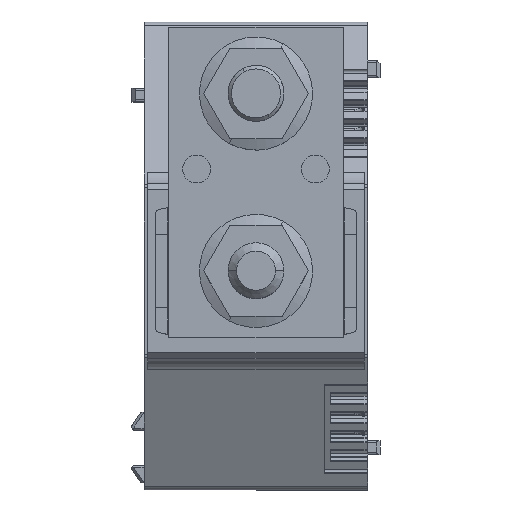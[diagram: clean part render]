
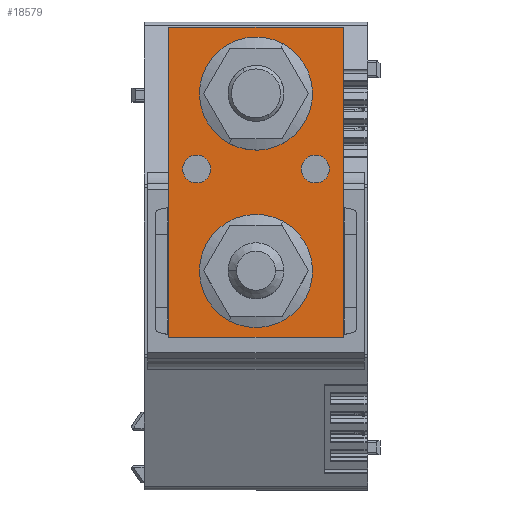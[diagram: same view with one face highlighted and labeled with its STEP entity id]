
A CAD part, top view. The second image highlights one B-rep face of the part: STEP entity #18579.
In plain terms, the highlighted planar face has unit normal (0, 0, 1).
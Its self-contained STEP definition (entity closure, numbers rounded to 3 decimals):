
#18487=AXIS2_PLACEMENT_3D('Plane Axis2P3D',#18484,#18485,#18486) ;
#18509=AXIS2_PLACEMENT_3D('Circle Axis2P3D',#18507,#18508,$) ;
#18518=AXIS2_PLACEMENT_3D('Circle Axis2P3D',#18516,#18517,$) ;
#18527=AXIS2_PLACEMENT_3D('Circle Axis2P3D',#18525,#18526,$) ;
#18536=AXIS2_PLACEMENT_3D('Circle Axis2P3D',#18534,#18535,$) ;
#18545=AXIS2_PLACEMENT_3D('Circle Axis2P3D',#18543,#18544,$) ;
#18554=AXIS2_PLACEMENT_3D('Circle Axis2P3D',#18552,#18553,$) ;
#18563=AXIS2_PLACEMENT_3D('Circle Axis2P3D',#18561,#18562,$) ;
#18572=AXIS2_PLACEMENT_3D('Circle Axis2P3D',#18570,#18571,$) ;
#18422=CARTESIAN_POINT('Vertex',(30.3,21.8,36.55)) ;
#18427=CARTESIAN_POINT('Line Origine',(17.8,21.8,36.55)) ;
#18431=CARTESIAN_POINT('Vertex',(5.3,21.8,36.55)) ;
#18462=CARTESIAN_POINT('Vertex',(30.3,66.2,36.55)) ;
#18467=CARTESIAN_POINT('Line Origine',(30.3,44.,36.55)) ;
#18484=CARTESIAN_POINT('Axis2P3D Location',(17.8,31.3,36.55)) ;
#18489=CARTESIAN_POINT('Line Origine',(17.8,66.2,36.55)) ;
#18493=CARTESIAN_POINT('Vertex',(5.3,66.2,36.55)) ;
#18496=CARTESIAN_POINT('Line Origine',(5.3,44.,36.55)) ;
#18507=CARTESIAN_POINT('Axis2P3D Location',(17.8,56.7,36.55)) ;
#18511=CARTESIAN_POINT('Vertex',(17.8,52.4,36.55)) ;
#18513=CARTESIAN_POINT('Vertex',(17.8,61.,36.55)) ;
#18516=CARTESIAN_POINT('Axis2P3D Location',(17.8,56.7,36.55)) ;
#18525=CARTESIAN_POINT('Axis2P3D Location',(9.3,45.9,36.55)) ;
#18529=CARTESIAN_POINT('Vertex',(9.3,47.9,36.55)) ;
#18531=CARTESIAN_POINT('Vertex',(9.3,43.9,36.55)) ;
#18534=CARTESIAN_POINT('Axis2P3D Location',(9.3,45.9,36.55)) ;
#18543=CARTESIAN_POINT('Axis2P3D Location',(17.8,31.3,36.55)) ;
#18547=CARTESIAN_POINT('Vertex',(17.8,27.2,36.55)) ;
#18549=CARTESIAN_POINT('Vertex',(17.8,35.4,36.55)) ;
#18552=CARTESIAN_POINT('Axis2P3D Location',(17.8,31.3,36.55)) ;
#18561=CARTESIAN_POINT('Axis2P3D Location',(26.3,45.9,36.55)) ;
#18565=CARTESIAN_POINT('Vertex',(26.3,47.9,36.55)) ;
#18567=CARTESIAN_POINT('Vertex',(26.3,43.9,36.55)) ;
#18570=CARTESIAN_POINT('Axis2P3D Location',(26.3,45.9,36.55)) ;
#18428=DIRECTION('Vector Direction',(-1.,0.,0.)) ;
#18468=DIRECTION('Vector Direction',(0.,1.,0.)) ;
#18485=DIRECTION('Axis2P3D Direction',(0.,0.,-1.)) ;
#18486=DIRECTION('Axis2P3D XDirection',(0.,1.,0.)) ;
#18490=DIRECTION('Vector Direction',(1.,0.,0.)) ;
#18497=DIRECTION('Vector Direction',(0.,-1.,0.)) ;
#18508=DIRECTION('Axis2P3D Direction',(0.,0.,-1.)) ;
#18517=DIRECTION('Axis2P3D Direction',(0.,0.,-1.)) ;
#18526=DIRECTION('Axis2P3D Direction',(0.,0.,-1.)) ;
#18535=DIRECTION('Axis2P3D Direction',(0.,0.,-1.)) ;
#18544=DIRECTION('Axis2P3D Direction',(0.,0.,-1.)) ;
#18553=DIRECTION('Axis2P3D Direction',(0.,0.,-1.)) ;
#18562=DIRECTION('Axis2P3D Direction',(0.,0.,-1.)) ;
#18571=DIRECTION('Axis2P3D Direction',(0.,0.,-1.)) ;
#18429=VECTOR('Line Direction',#18428,1.) ;
#18469=VECTOR('Line Direction',#18468,1.) ;
#18491=VECTOR('Line Direction',#18490,1.) ;
#18498=VECTOR('Line Direction',#18497,1.) ;
#18502=ORIENTED_EDGE('',*,*,#18471,.F.) ;
#18503=ORIENTED_EDGE('',*,*,#18495,.F.) ;
#18504=ORIENTED_EDGE('',*,*,#18500,.F.) ;
#18505=ORIENTED_EDGE('',*,*,#18433,.F.) ;
#18522=ORIENTED_EDGE('',*,*,#18515,.T.) ;
#18523=ORIENTED_EDGE('',*,*,#18520,.T.) ;
#18540=ORIENTED_EDGE('',*,*,#18533,.T.) ;
#18541=ORIENTED_EDGE('',*,*,#18538,.T.) ;
#18558=ORIENTED_EDGE('',*,*,#18551,.T.) ;
#18559=ORIENTED_EDGE('',*,*,#18556,.T.) ;
#18576=ORIENTED_EDGE('',*,*,#18569,.T.) ;
#18577=ORIENTED_EDGE('',*,*,#18574,.T.) ;
#18524=FACE_BOUND('',#18521,.T.) ;
#18542=FACE_BOUND('',#18539,.T.) ;
#18560=FACE_BOUND('',#18557,.T.) ;
#18578=FACE_BOUND('',#18575,.T.) ;
#18579=ADVANCED_FACE('V4',(#18506,#18524,#18542,#18560,#18578),#18488,.F.) ;
#18510=CIRCLE('generated circle',#18509,4.3) ;
#18519=CIRCLE('generated circle',#18518,4.3) ;
#18528=CIRCLE('generated circle',#18527,2.) ;
#18537=CIRCLE('generated circle',#18536,2.) ;
#18546=CIRCLE('generated circle',#18545,4.1) ;
#18555=CIRCLE('generated circle',#18554,4.1) ;
#18564=CIRCLE('generated circle',#18563,2.) ;
#18573=CIRCLE('generated circle',#18572,2.) ;
#18433=EDGE_CURVE('',#18423,#18432,#18430,.T.) ;
#18471=EDGE_CURVE('',#18463,#18423,#18470,.F.) ;
#18495=EDGE_CURVE('',#18494,#18463,#18492,.T.) ;
#18500=EDGE_CURVE('',#18432,#18494,#18499,.F.) ;
#18515=EDGE_CURVE('',#18512,#18514,#18510,.T.) ;
#18520=EDGE_CURVE('',#18514,#18512,#18519,.T.) ;
#18533=EDGE_CURVE('',#18530,#18532,#18528,.T.) ;
#18538=EDGE_CURVE('',#18532,#18530,#18537,.T.) ;
#18551=EDGE_CURVE('',#18548,#18550,#18546,.T.) ;
#18556=EDGE_CURVE('',#18550,#18548,#18555,.T.) ;
#18569=EDGE_CURVE('',#18566,#18568,#18564,.T.) ;
#18574=EDGE_CURVE('',#18568,#18566,#18573,.T.) ;
#18501=EDGE_LOOP('',(#18502,#18503,#18504,#18505)) ;
#18521=EDGE_LOOP('',(#18522,#18523)) ;
#18539=EDGE_LOOP('',(#18540,#18541)) ;
#18557=EDGE_LOOP('',(#18558,#18559)) ;
#18575=EDGE_LOOP('',(#18576,#18577)) ;
#18506=FACE_OUTER_BOUND('',#18501,.T.) ;
#18430=LINE('Line',#18427,#18429) ;
#18470=LINE('Line',#18467,#18469) ;
#18492=LINE('Line',#18489,#18491) ;
#18499=LINE('Line',#18496,#18498) ;
#18488=PLANE('',#18487) ;
#18423=VERTEX_POINT('',#18422) ;
#18432=VERTEX_POINT('',#18431) ;
#18463=VERTEX_POINT('',#18462) ;
#18494=VERTEX_POINT('',#18493) ;
#18512=VERTEX_POINT('',#18511) ;
#18514=VERTEX_POINT('',#18513) ;
#18530=VERTEX_POINT('',#18529) ;
#18532=VERTEX_POINT('',#18531) ;
#18548=VERTEX_POINT('',#18547) ;
#18550=VERTEX_POINT('',#18549) ;
#18566=VERTEX_POINT('',#18565) ;
#18568=VERTEX_POINT('',#18567) ;
